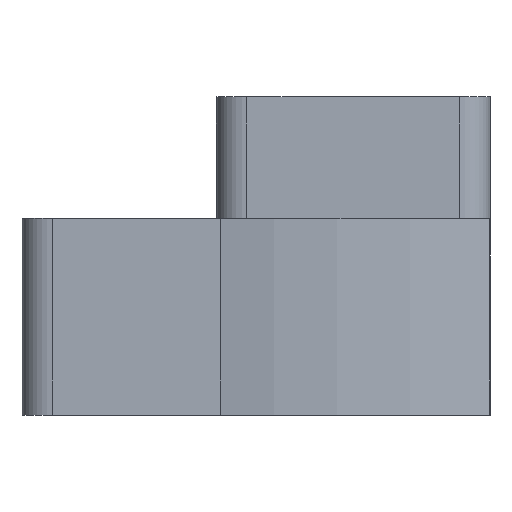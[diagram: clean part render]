
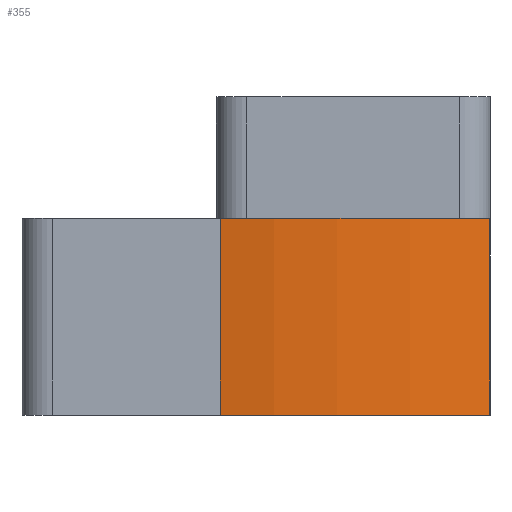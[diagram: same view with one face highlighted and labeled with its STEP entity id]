
A CAD part, left-side view. The second image highlights one B-rep face of the part: STEP entity #355.
In plain terms, the highlighted cylindrical face has radius 12.32 mm (diameter 24.641 mm), a partial arc.
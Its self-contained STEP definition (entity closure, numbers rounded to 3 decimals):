
#41=FACE_OUTER_BOUND('',#61,.T.);
#61=EDGE_LOOP('',(#301,#302,#303,#304));
#94=LINE('',#611,#126);
#95=LINE('',#614,#127);
#126=VECTOR('',#504,10.);
#127=VECTOR('',#507,10.);
#143=CIRCLE('',#398,12.32);
#148=CIRCLE('',#406,12.32);
#174=VERTEX_POINT('',#591);
#175=VERTEX_POINT('',#593);
#180=VERTEX_POINT('',#610);
#181=VERTEX_POINT('',#612);
#217=EDGE_CURVE('',#175,#174,#143,.T.);
#226=EDGE_CURVE('',#174,#180,#94,.T.);
#227=EDGE_CURVE('',#181,#180,#148,.T.);
#228=EDGE_CURVE('',#175,#181,#95,.T.);
#301=ORIENTED_EDGE('',*,*,#217,.T.);
#302=ORIENTED_EDGE('',*,*,#226,.T.);
#303=ORIENTED_EDGE('',*,*,#227,.F.);
#304=ORIENTED_EDGE('',*,*,#228,.F.);
#340=CYLINDRICAL_SURFACE('',#405,12.32);
#355=ADVANCED_FACE('',(#41),#340,.F.);
#398=AXIS2_PLACEMENT_3D('',#594,#484,#485);
#405=AXIS2_PLACEMENT_3D('',#609,#502,#503);
#406=AXIS2_PLACEMENT_3D('',#613,#505,#506);
#484=DIRECTION('center_axis',(0.,0.,1.));
#485=DIRECTION('ref_axis',(0.938,0.348,0.));
#502=DIRECTION('center_axis',(0.,0.,-1.));
#503=DIRECTION('ref_axis',(0.938,0.348,0.));
#504=DIRECTION('',(0.,0.,-1.));
#505=DIRECTION('center_axis',(0.,0.,1.));
#506=DIRECTION('ref_axis',(0.938,0.348,0.));
#507=DIRECTION('',(0.,0.,-1.));
#591=CARTESIAN_POINT('',(-3.,-0.065,0.));
#593=CARTESIAN_POINT('',(1.567,-4.5,0.));
#594=CARTESIAN_POINT('Origin',(-9.009,-10.82,0.));
#609=CARTESIAN_POINT('Origin',(-9.009,-10.82,0.));
#610=CARTESIAN_POINT('',(-3.,-0.065,-3.236));
#611=CARTESIAN_POINT('',(-3.,-0.065,0.));
#612=CARTESIAN_POINT('',(1.567,-4.5,-3.236));
#613=CARTESIAN_POINT('Origin',(-9.009,-10.82,-3.236));
#614=CARTESIAN_POINT('',(1.567,-4.5,0.));
